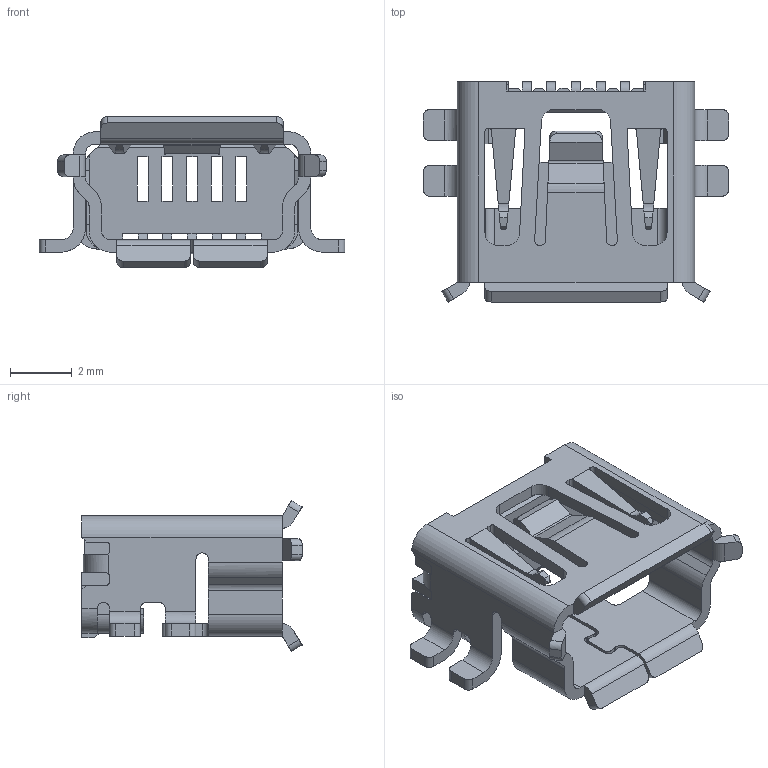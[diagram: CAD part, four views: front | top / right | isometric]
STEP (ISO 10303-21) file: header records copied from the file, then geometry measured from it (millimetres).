
FILE_DESCRIPTION (( 'STEP AP214' ), '1' );
FILE_NAME ('User Library-UX60SA-MB-5ST HIrose Mini USB.STEP', '2020-07-10T01:52:19', ( '' ), ( '' ), 'SwSTEP 2.0', 'SolidWorks 2020', '' );
FILE_SCHEMA (( 'AUTOMOTIVE_DESIGN' ));
Length unit declared in the file: millimetre
Products named in the file (1): User Library-UX60SA-MB-5ST HIrose Mini USB
Bounding box: 9.9 x 7.14 x 4.89 mm (x, y, z)
Surface area: 343.2 mm2 (no closed solid volume)
Topology: 0 solids, 1 shells, 470 faces, 1501 edges, 1001 vertices
Faces by surface type: plane 310, cylinder 154, bspline 6
Entity records: 22676 total; most frequent: CARTESIAN_POINT 4978, ORIENTED_EDGE 2877, DIRECTION 2109, EDGE_CURVE 1501, VECTOR 1099, LINE 1099, VERTEX_POINT 1001, AXIS2_PLACEMENT_3D 505
